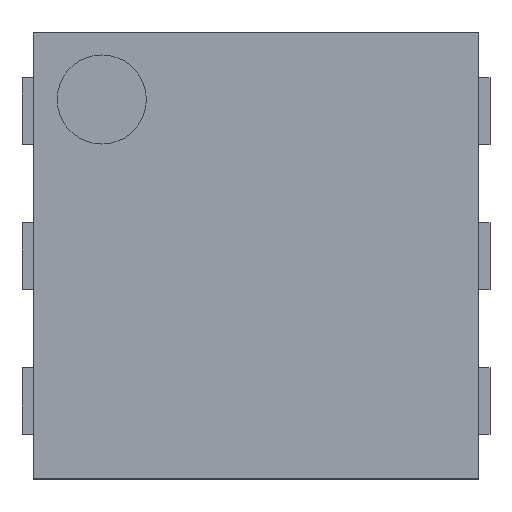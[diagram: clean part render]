
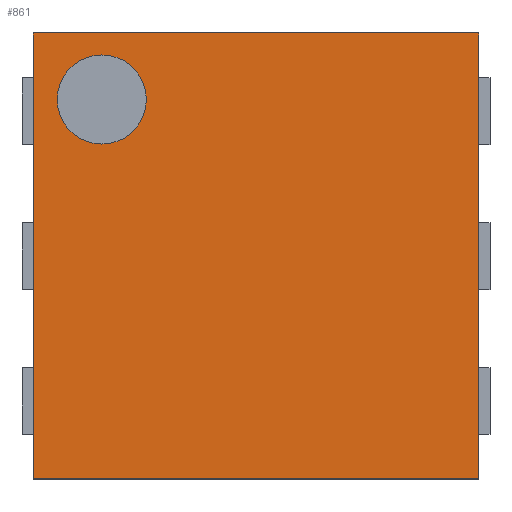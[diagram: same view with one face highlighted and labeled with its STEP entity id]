
A CAD part, top view. The second image highlights one B-rep face of the part: STEP entity #861.
In plain terms, the highlighted planar face has unit normal (0, 0, 1).
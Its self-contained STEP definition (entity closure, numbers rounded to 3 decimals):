
#741=CARTESIAN_POINT('',(0.,0.,0.75));
#742=VERTEX_POINT('',#741);
#749=CARTESIAN_POINT('',(0.,2.,0.75));
#750=VERTEX_POINT('',#749);
#751=CARTESIAN_POINT('',(0.,0.,0.75));
#752=DIRECTION('',(0.,1.,0.));
#753=VECTOR('',#752,2.);
#754=LINE('',#751,#753);
#755=EDGE_CURVE('',#742,#750,#754,.T.);
#779=CARTESIAN_POINT('',(2.,0.,0.75));
#780=VERTEX_POINT('',#779);
#787=CARTESIAN_POINT('',(0.,0.,0.75));
#788=DIRECTION('',(1.,0.,-0.));
#789=VECTOR('',#788,2.);
#790=LINE('',#787,#789);
#791=EDGE_CURVE('',#742,#780,#790,.T.);
#810=CARTESIAN_POINT('',(2.,2.,0.75));
#811=VERTEX_POINT('',#810);
#818=CARTESIAN_POINT('',(2.,2.,0.75));
#819=DIRECTION('',(0.,-1.,0.));
#820=VECTOR('',#819,2.);
#821=LINE('',#818,#820);
#822=EDGE_CURVE('',#811,#780,#821,.T.);
#840=CARTESIAN_POINT('',(0.,2.,0.75));
#841=DIRECTION('',(1.,0.,-0.));
#842=VECTOR('',#841,2.);
#843=LINE('',#840,#842);
#844=EDGE_CURVE('',#750,#811,#843,.T.);
#850=CARTESIAN_POINT('',(0.,0.,0.75));
#851=DIRECTION('',(0.,0.,1.));
#852=DIRECTION('',(1.,0.,0.));
#853=AXIS2_PLACEMENT_3D('',#850,#851,#852);
#854=PLANE('',#853);
#855=ORIENTED_EDGE('',*,*,#755,.F.);
#856=ORIENTED_EDGE('',*,*,#791,.T.);
#857=ORIENTED_EDGE('',*,*,#822,.F.);
#858=ORIENTED_EDGE('',*,*,#844,.F.);
#859=EDGE_LOOP('',(#855,#856,#857,#858));
#860=FACE_BOUND('',#859,.T.);
#861=ADVANCED_FACE('',(#860),#854,.T.);
